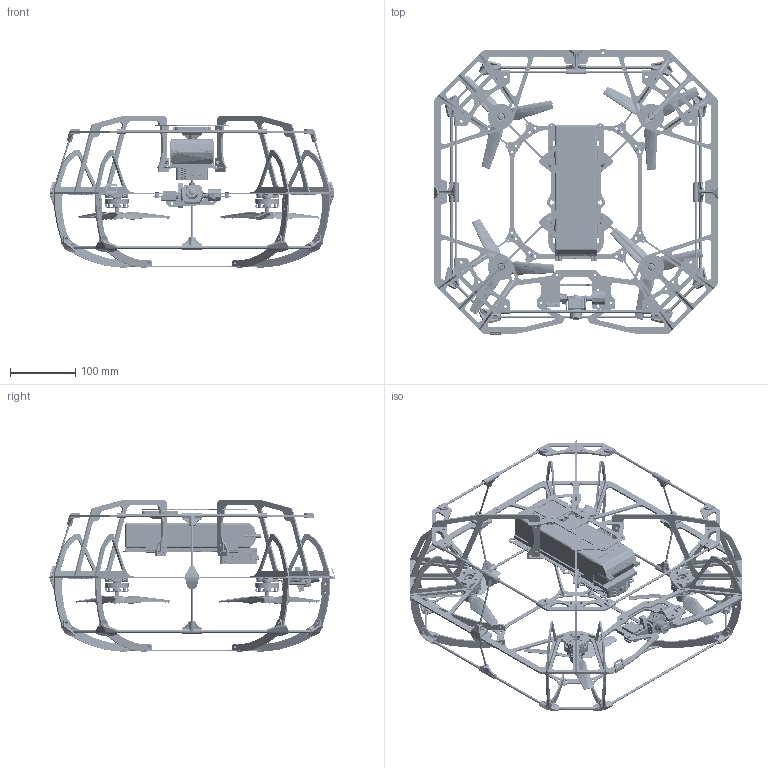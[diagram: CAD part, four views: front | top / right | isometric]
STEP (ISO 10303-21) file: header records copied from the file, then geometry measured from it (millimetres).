
FILE_DESCRIPTION(('FreeCAD Model'),'2;1');
FILE_NAME('Open CASCADE Shape Model','2025-04-26T22:11:08',('FreeCAD'),( 'FreeCAD'),'Open CASCADE STEP processor 7.6','FreeCAD','Unknown');
FILE_SCHEMA(('AUTOMOTIVE_DESIGN { 1 0 10303 214 1 1 1 1 }'));
Products named in the file (1): Open CASCADE STEP translator 7.6 1
Bounding box: 434.9 x 437.5 x 232.56 mm (x, y, z)
Volume: 1083905 mm3; surface area: 642138.4 mm2
Topology: 134 solids, 139 shells, 7665 faces, 21543 edges, 14150 vertices
Faces by surface type: bspline 7665
Entity records: 411986 total; most frequent: CARTESIAN_POINT 290323, ORIENTED_EDGE 42790, EDGE_CURVE 21417, B_SPLINE_CURVE_WITH_KNOTS 14242, VERTEX_POINT 14148, FACE_BOUND 8786, EDGE_LOOP 8786, ADVANCED_FACE 7664
